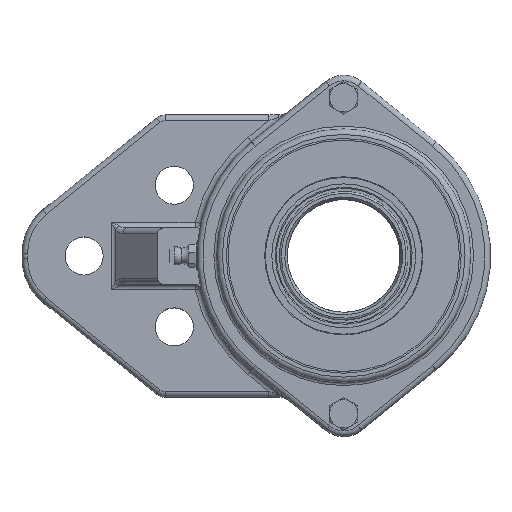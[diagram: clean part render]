
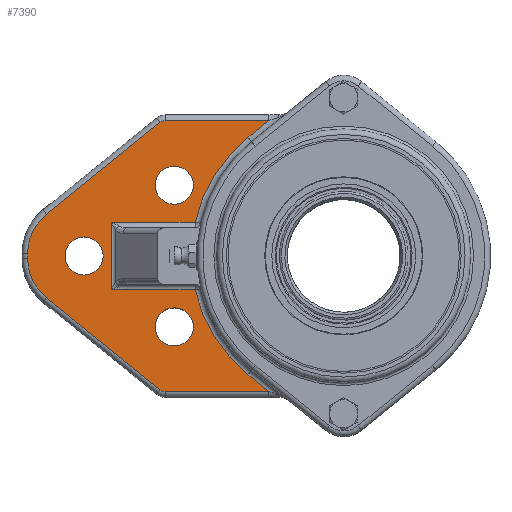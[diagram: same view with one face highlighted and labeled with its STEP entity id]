
A CAD part, top view. The second image highlights one B-rep face of the part: STEP entity #7390.
In plain terms, the highlighted planar face has unit normal (0, 0, 1).
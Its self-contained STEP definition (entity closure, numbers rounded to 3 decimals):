
#311=FACE_BOUND('',#2013,.T.);
#312=FACE_BOUND('',#2014,.T.);
#313=FACE_BOUND('',#2015,.T.);
#501=LINE('',#12602,#899);
#503=LINE('',#12614,#901);
#505=LINE('',#12626,#903);
#507=LINE('',#12638,#905);
#509=LINE('',#12650,#907);
#510=LINE('',#12735,#908);
#512=LINE('',#12741,#910);
#513=LINE('',#12745,#911);
#514=LINE('',#12747,#912);
#515=LINE('',#12749,#913);
#899=VECTOR('',#9767,10.);
#901=VECTOR('',#9781,10.);
#903=VECTOR('',#9795,10.);
#905=VECTOR('',#9809,10.);
#907=VECTOR('',#9823,10.);
#908=VECTOR('',#9832,10.);
#910=VECTOR('',#9838,10.);
#911=VECTOR('',#9841,10.);
#912=VECTOR('',#9842,10.);
#913=VECTOR('',#9843,10.);
#1240=PLANE('',#8176);
#1556=FACE_OUTER_BOUND('',#2012,.T.);
#2012=EDGE_LOOP('',(#5661,#5662,#5663,#5664,#5665,#5666,#5667,#5668,#5669,
#5670,#5671,#5672,#5673,#5674,#5675,#5676));
#2013=EDGE_LOOP('',(#5677,#5678));
#2014=EDGE_LOOP('',(#5679,#5680));
#2015=EDGE_LOOP('',(#5681,#5682));
#2564=CIRCLE('',#8150,3.);
#2568=CIRCLE('',#8156,18.);
#2572=CIRCLE('',#8162,18.);
#2576=CIRCLE('',#8168,3.);
#2580=CIRCLE('',#8177,54.);
#2581=CIRCLE('',#8178,54.);
#2582=CIRCLE('',#8179,6.75);
#2583=CIRCLE('',#8180,6.75);
#2584=CIRCLE('',#8181,6.75);
#2585=CIRCLE('',#8182,6.75);
#2586=CIRCLE('',#8183,6.75);
#2587=CIRCLE('',#8184,6.75);
#3177=VERTEX_POINT('',#12592);
#3179=VERTEX_POINT('',#12598);
#3181=VERTEX_POINT('',#12604);
#3183=VERTEX_POINT('',#12610);
#3185=VERTEX_POINT('',#12616);
#3187=VERTEX_POINT('',#12622);
#3189=VERTEX_POINT('',#12628);
#3191=VERTEX_POINT('',#12634);
#3193=VERTEX_POINT('',#12640);
#3195=VERTEX_POINT('',#12646);
#3200=VERTEX_POINT('',#12734);
#3202=VERTEX_POINT('',#12740);
#3203=VERTEX_POINT('',#12742);
#3204=VERTEX_POINT('',#12744);
#3205=VERTEX_POINT('',#12746);
#3206=VERTEX_POINT('',#12748);
#3207=VERTEX_POINT('',#12751);
#3208=VERTEX_POINT('',#12752);
#3209=VERTEX_POINT('',#12755);
#3210=VERTEX_POINT('',#12756);
#3211=VERTEX_POINT('',#12759);
#3212=VERTEX_POINT('',#12760);
#4069=EDGE_CURVE('',#3177,#3179,#501,.T.);
#4072=EDGE_CURVE('',#3179,#3181,#2564,.T.);
#4075=EDGE_CURVE('',#3181,#3183,#503,.T.);
#4078=EDGE_CURVE('',#3183,#3185,#2568,.T.);
#4081=EDGE_CURVE('',#3185,#3187,#505,.T.);
#4084=EDGE_CURVE('',#3187,#3189,#2572,.T.);
#4087=EDGE_CURVE('',#3189,#3191,#507,.T.);
#4090=EDGE_CURVE('',#3191,#3193,#2576,.T.);
#4093=EDGE_CURVE('',#3193,#3195,#509,.T.);
#4099=EDGE_CURVE('',#3195,#3200,#510,.T.);
#4102=EDGE_CURVE('',#3202,#3177,#512,.T.);
#4103=EDGE_CURVE('',#3203,#3202,#2580,.T.);
#4104=EDGE_CURVE('',#3204,#3203,#513,.T.);
#4105=EDGE_CURVE('',#3205,#3204,#514,.T.);
#4106=EDGE_CURVE('',#3206,#3205,#515,.T.);
#4107=EDGE_CURVE('',#3200,#3206,#2581,.T.);
#4108=EDGE_CURVE('',#3207,#3208,#2582,.T.);
#4109=EDGE_CURVE('',#3208,#3207,#2583,.T.);
#4110=EDGE_CURVE('',#3209,#3210,#2584,.T.);
#4111=EDGE_CURVE('',#3210,#3209,#2585,.T.);
#4112=EDGE_CURVE('',#3211,#3212,#2586,.T.);
#4113=EDGE_CURVE('',#3212,#3211,#2587,.T.);
#5661=ORIENTED_EDGE('',*,*,#4093,.F.);
#5662=ORIENTED_EDGE('',*,*,#4090,.F.);
#5663=ORIENTED_EDGE('',*,*,#4087,.F.);
#5664=ORIENTED_EDGE('',*,*,#4084,.F.);
#5665=ORIENTED_EDGE('',*,*,#4081,.F.);
#5666=ORIENTED_EDGE('',*,*,#4078,.F.);
#5667=ORIENTED_EDGE('',*,*,#4075,.F.);
#5668=ORIENTED_EDGE('',*,*,#4072,.F.);
#5669=ORIENTED_EDGE('',*,*,#4069,.F.);
#5670=ORIENTED_EDGE('',*,*,#4102,.F.);
#5671=ORIENTED_EDGE('',*,*,#4103,.F.);
#5672=ORIENTED_EDGE('',*,*,#4104,.F.);
#5673=ORIENTED_EDGE('',*,*,#4105,.F.);
#5674=ORIENTED_EDGE('',*,*,#4106,.F.);
#5675=ORIENTED_EDGE('',*,*,#4107,.F.);
#5676=ORIENTED_EDGE('',*,*,#4099,.F.);
#5677=ORIENTED_EDGE('',*,*,#4108,.T.);
#5678=ORIENTED_EDGE('',*,*,#4109,.T.);
#5679=ORIENTED_EDGE('',*,*,#4110,.T.);
#5680=ORIENTED_EDGE('',*,*,#4111,.T.);
#5681=ORIENTED_EDGE('',*,*,#4112,.T.);
#5682=ORIENTED_EDGE('',*,*,#4113,.T.);
#7390=ADVANCED_FACE('',(#1556,#311,#312,#313),#1240,.T.);
#8150=AXIS2_PLACEMENT_3D('',#12608,#9774,#9775);
#8156=AXIS2_PLACEMENT_3D('',#12620,#9788,#9789);
#8162=AXIS2_PLACEMENT_3D('',#12632,#9802,#9803);
#8168=AXIS2_PLACEMENT_3D('',#12644,#9816,#9817);
#8176=AXIS2_PLACEMENT_3D('',#12739,#9836,#9837);
#8177=AXIS2_PLACEMENT_3D('',#12743,#9839,#9840);
#8178=AXIS2_PLACEMENT_3D('',#12750,#9844,#9845);
#8179=AXIS2_PLACEMENT_3D('',#12753,#9846,#9847);
#8180=AXIS2_PLACEMENT_3D('',#12754,#9848,#9849);
#8181=AXIS2_PLACEMENT_3D('',#12757,#9850,#9851);
#8182=AXIS2_PLACEMENT_3D('',#12758,#9852,#9853);
#8183=AXIS2_PLACEMENT_3D('',#12761,#9854,#9855);
#8184=AXIS2_PLACEMENT_3D('',#12762,#9856,#9857);
#9767=DIRECTION('',(-1.,0.,0.));
#9774=DIRECTION('center_axis',(0.,0.,-1.));
#9775=DIRECTION('ref_axis',(-0.333,-0.943,0.));
#9781=DIRECTION('',(-0.778,0.629,0.));
#9788=DIRECTION('center_axis',(0.,0.,-1.));
#9789=DIRECTION('ref_axis',(-0.902,-0.431,0.));
#9795=DIRECTION('',(0.,1.,0.));
#9802=DIRECTION('center_axis',(0.,0.,-1.));
#9803=DIRECTION('ref_axis',(-0.902,0.431,0.));
#9809=DIRECTION('',(0.778,0.629,0.));
#9816=DIRECTION('center_axis',(0.,0.,-1.));
#9817=DIRECTION('ref_axis',(-0.333,0.943,0.));
#9823=DIRECTION('',(1.,0.,0.));
#9832=DIRECTION('',(-0.778,-0.629,0.));
#9836=DIRECTION('center_axis',(0.,0.,1.));
#9837=DIRECTION('ref_axis',(1.,0.,0.));
#9838=DIRECTION('',(0.778,-0.629,0.));
#9839=DIRECTION('center_axis',(0.,0.,1.));
#9840=DIRECTION('ref_axis',(-0.857,-0.516,0.));
#9841=DIRECTION('',(1.,0.,0.));
#9842=DIRECTION('',(0.,-1.,0.));
#9843=DIRECTION('',(-1.,0.,0.));
#9844=DIRECTION('center_axis',(0.,0.,1.));
#9845=DIRECTION('ref_axis',(-0.857,0.516,0.));
#9846=DIRECTION('center_axis',(0.,0.,-1.));
#9847=DIRECTION('ref_axis',(1.,0.,0.));
#9848=DIRECTION('center_axis',(0.,0.,-1.));
#9849=DIRECTION('ref_axis',(1.,0.,0.));
#9850=DIRECTION('center_axis',(0.,0.,-1.));
#9851=DIRECTION('ref_axis',(1.,0.,0.));
#9852=DIRECTION('center_axis',(0.,0.,-1.));
#9853=DIRECTION('ref_axis',(1.,0.,0.));
#9854=DIRECTION('center_axis',(0.,0.,-1.));
#9855=DIRECTION('ref_axis',(1.,0.,0.));
#9856=DIRECTION('center_axis',(0.,0.,-1.));
#9857=DIRECTION('ref_axis',(1.,0.,0.));
#12592=CARTESIAN_POINT('',(-26.517,-48.,22.5));
#12598=CARTESIAN_POINT('',(-63.232,-48.,22.5));
#12602=CARTESIAN_POINT('',(-64.451,-48.,22.5));
#12604=CARTESIAN_POINT('',(-65.118,-47.333,22.5));
#12608=CARTESIAN_POINT('Origin',(-63.232,-45.,22.5));
#12610=CARTESIAN_POINT('',(-105.314,-14.85,22.5));
#12614=CARTESIAN_POINT('',(-100.133,-19.037,22.5));
#12616=CARTESIAN_POINT('',(-112.,-0.85,22.5));
#12620=CARTESIAN_POINT('Origin',(-94.,-0.85,22.5));
#12622=CARTESIAN_POINT('',(-112.,0.85,22.5));
#12626=CARTESIAN_POINT('',(-112.,5.201,22.5));
#12628=CARTESIAN_POINT('',(-105.314,14.85,22.5));
#12632=CARTESIAN_POINT('Origin',(-94.,0.85,22.5));
#12634=CARTESIAN_POINT('',(-65.118,47.333,22.5));
#12638=CARTESIAN_POINT('',(-75.633,38.836,22.5));
#12640=CARTESIAN_POINT('',(-63.232,48.,22.5));
#12644=CARTESIAN_POINT('Origin',(-63.232,45.,22.5));
#12646=CARTESIAN_POINT('',(-26.517,48.,22.5));
#12650=CARTESIAN_POINT('',(-42.381,48.,22.5));
#12734=CARTESIAN_POINT('',(-33.941,42.,22.5));
#12735=CARTESIAN_POINT('',(-40.07,37.047,22.5));
#12739=CARTESIAN_POINT('Origin',(-63.903,0.,
22.5));
#12740=CARTESIAN_POINT('',(-33.941,-42.,22.5));
#12741=CARTESIAN_POINT('',(-53.27,-26.38,22.5));
#12742=CARTESIAN_POINT('',(-52.65,-12.,22.5));
#12743=CARTESIAN_POINT('Origin',(0.,0.,
22.5));
#12744=CARTESIAN_POINT('',(-82.328,-12.,22.5));
#12745=CARTESIAN_POINT('',(-63.941,-12.,22.5));
#12746=CARTESIAN_POINT('',(-82.328,12.,22.5));
#12747=CARTESIAN_POINT('',(-82.328,0.,22.5));
#12748=CARTESIAN_POINT('',(-52.65,12.,22.5));
#12749=CARTESIAN_POINT('',(-63.941,12.,22.5));
#12750=CARTESIAN_POINT('Origin',(0.,0.,
22.5));
#12751=CARTESIAN_POINT('',(-85.25,0.,22.5));
#12752=CARTESIAN_POINT('',(-98.75,0.,22.5));
#12753=CARTESIAN_POINT('Origin',(-92.,0.,22.5));
#12754=CARTESIAN_POINT('Origin',(-92.,0.,22.5));
#12755=CARTESIAN_POINT('',(-53.25,25.1,22.5));
#12756=CARTESIAN_POINT('',(-66.75,25.1,22.5));
#12757=CARTESIAN_POINT('Origin',(-60.,25.1,22.5));
#12758=CARTESIAN_POINT('Origin',(-60.,25.1,22.5));
#12759=CARTESIAN_POINT('',(-53.25,-25.1,22.5));
#12760=CARTESIAN_POINT('',(-66.75,-25.1,22.5));
#12761=CARTESIAN_POINT('Origin',(-60.,-25.1,22.5));
#12762=CARTESIAN_POINT('Origin',(-60.,-25.1,22.5));
